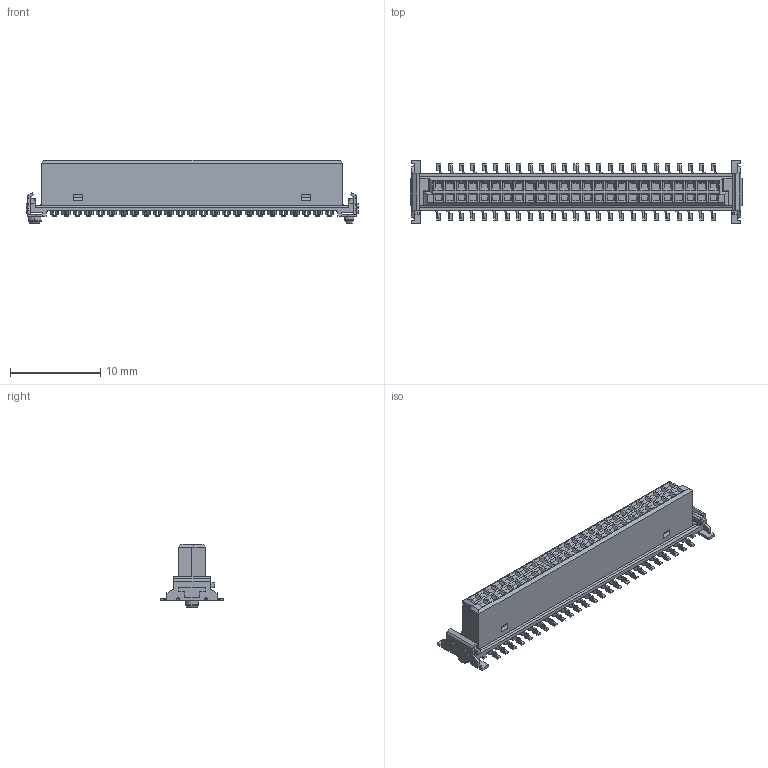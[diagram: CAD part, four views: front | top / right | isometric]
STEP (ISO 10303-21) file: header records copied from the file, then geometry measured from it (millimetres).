
FILE_DESCRIPTION((''),'2;1');
FILE_NAME('ERNI_154807-.stp','2011-03-28T09:27:32',(''),(''),'Mechanical Desktop 2011','Mechanical Desktop 2011',', , ');
FILE_SCHEMA(('AUTOMOTIVE_DESIGN { 1 2 10303 214 1 1 1 1 }'));
Length unit declared in the file: millimetre
Products named in the file (1): Product
Bounding box: 36.83 x 7 x 7 mm (x, y, z)
Volume: 604.2 mm3; surface area: 1084.9 mm2
Topology: 55 solids, 55 shells, 1772 faces, 4694 edges, 3096 vertices
Faces by surface type: plane 923, bspline 679, cylinder 156, torus 8, cone 6
Entity records: 58678 total; most frequent: CARTESIAN_POINT 16444, ORIENTED_EDGE 9388, DIRECTION 7370, EDGE_CURVE 4694, VECTOR 3998, LINE 3998, VERTEX_POINT 3096, EDGE_LOOP 1840
